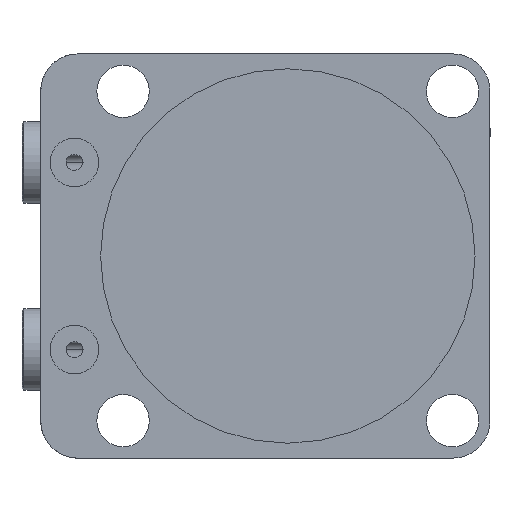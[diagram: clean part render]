
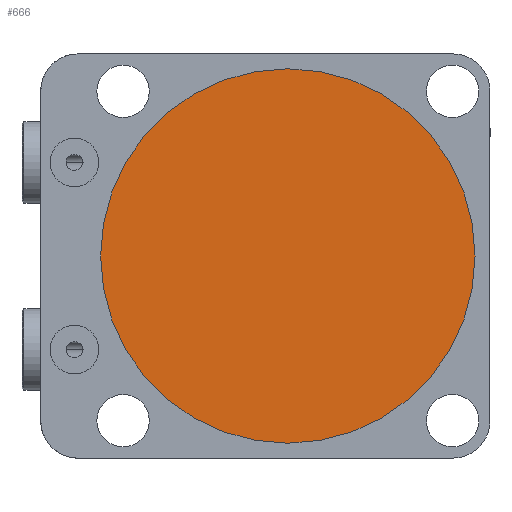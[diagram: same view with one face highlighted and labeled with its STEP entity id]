
A CAD part, front view. The second image highlights one B-rep face of the part: STEP entity #666.
In plain terms, the highlighted planar face has unit normal (0, -1, 0).
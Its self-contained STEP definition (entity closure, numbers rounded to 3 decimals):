
#52 = ORIENTED_EDGE ( 'NONE', *, *, #2304, .F. ) ;
#200 = ORIENTED_EDGE ( 'NONE', *, *, #1487, .F. ) ;
#259 = DIRECTION ( 'NONE',  ( 0., 1., 0. ) ) ;
#296 = CARTESIAN_POINT ( 'NONE',  ( 0., 0., 0. ) ) ;
#450 = CARTESIAN_POINT ( 'NONE',  ( 0., 0., 0. ) ) ;
#548 = VERTEX_POINT ( 'NONE', #1054 ) ;
#657 = VERTEX_POINT ( 'NONE', #1061 ) ;
#666 = ADVANCED_FACE ( 'NONE', ( #3394 ), #3374, .F. ) ;
#989 = DIRECTION ( 'NONE',  ( 0., 0., 1. ) ) ;
#1054 = CARTESIAN_POINT ( 'NONE',  ( 0., 0., 50. ) ) ;
#1061 = CARTESIAN_POINT ( 'NONE',  ( 0., 0., -50. ) ) ;
#1223 = AXIS2_PLACEMENT_3D ( 'NONE', #296, #259, #989 ) ;
#1348 = CARTESIAN_POINT ( 'NONE',  ( 0., 0., 0. ) ) ;
#1487 = EDGE_CURVE ( 'NONE', #548, #657, #1795, .T. ) ;
#1595 = AXIS2_PLACEMENT_3D ( 'NONE', #1348, #3221, #1616 ) ;
#1616 = DIRECTION ( 'NONE',  ( 0., 0., 1. ) ) ;
#1795 = CIRCLE ( 'NONE', #1799, 50. ) ;
#1799 = AXIS2_PLACEMENT_3D ( 'NONE', #450, #2049, #2867 ) ;
#2049 = DIRECTION ( 'NONE',  ( 0., 1., 0. ) ) ;
#2304 = EDGE_CURVE ( 'NONE', #657, #548, #3096, .T. ) ;
#2867 = DIRECTION ( 'NONE',  ( 0., 0., 1. ) ) ;
#3096 = CIRCLE ( 'NONE', #1595, 50. ) ;
#3221 = DIRECTION ( 'NONE',  ( 0., 1., 0. ) ) ;
#3355 = EDGE_LOOP ( 'NONE', ( #52, #200 ) ) ;
#3374 = PLANE ( 'NONE',  #1223 ) ;
#3394 = FACE_OUTER_BOUND ( 'NONE', #3355, .T. ) ;
